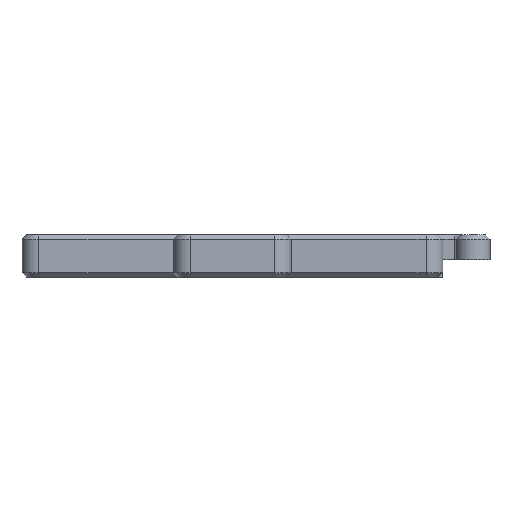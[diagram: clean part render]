
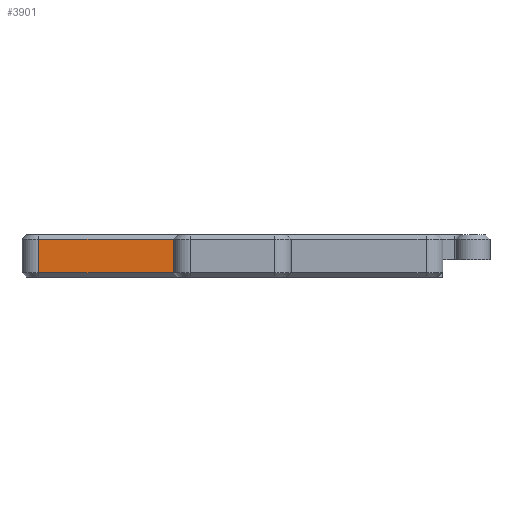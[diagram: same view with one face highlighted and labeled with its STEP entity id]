
A CAD part, left-side view. The second image highlights one B-rep face of the part: STEP entity #3901.
In plain terms, the highlighted planar face has unit normal (-1, 0, 0).
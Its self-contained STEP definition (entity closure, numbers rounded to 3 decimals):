
#311=PLANE('',#4228);
#481=FACE_OUTER_BOUND('',#694,.T.);
#694=EDGE_LOOP('',(#3367,#3368,#3369,#3370));
#1223=LINE('',#6236,#1647);
#1240=LINE('',#6281,#1664);
#1241=LINE('',#6285,#1665);
#1242=LINE('',#6286,#1666);
#1647=VECTOR('',#5048,10.);
#1664=VECTOR('',#5101,10.);
#1665=VECTOR('',#5106,10.);
#1666=VECTOR('',#5107,10.);
#2064=VERTEX_POINT('',#6234);
#2065=VERTEX_POINT('',#6235);
#2075=VERTEX_POINT('',#6280);
#2076=VERTEX_POINT('',#6284);
#2520=EDGE_CURVE('',#2064,#2065,#1223,.T.);
#2543=EDGE_CURVE('',#2065,#2075,#1240,.T.);
#2545=EDGE_CURVE('',#2064,#2076,#1241,.T.);
#2546=EDGE_CURVE('',#2075,#2076,#1242,.T.);
#3367=ORIENTED_EDGE('',*,*,#2520,.F.);
#3368=ORIENTED_EDGE('',*,*,#2545,.T.);
#3369=ORIENTED_EDGE('',*,*,#2546,.F.);
#3370=ORIENTED_EDGE('',*,*,#2543,.F.);
#3901=ADVANCED_FACE('',(#481),#311,.T.);
#4228=AXIS2_PLACEMENT_3D('',#6283,#5104,#5105);
#5048=DIRECTION('',(0.,1.,0.));
#5101=DIRECTION('',(0.,0.,1.));
#5104=DIRECTION('center_axis',(-1.,0.,0.));
#5105=DIRECTION('ref_axis',(0.,-1.,0.));
#5106=DIRECTION('',(0.,0.,1.));
#5107=DIRECTION('',(0.,-1.,0.));
#6234=CARTESIAN_POINT('',(-25.,5.,0.5));
#6235=CARTESIAN_POINT('',(-25.,23.,0.5));
#6236=CARTESIAN_POINT('',(-25.,-6.25,0.5));
#6280=CARTESIAN_POINT('',(-25.,23.,4.5));
#6281=CARTESIAN_POINT('',(-25.,23.,0.));
#6283=CARTESIAN_POINT('Origin',(-25.,0.,0.));
#6284=CARTESIAN_POINT('',(-25.,5.,4.5));
#6285=CARTESIAN_POINT('',(-25.,5.,2.5));
#6286=CARTESIAN_POINT('',(-25.,-6.25,4.5));
